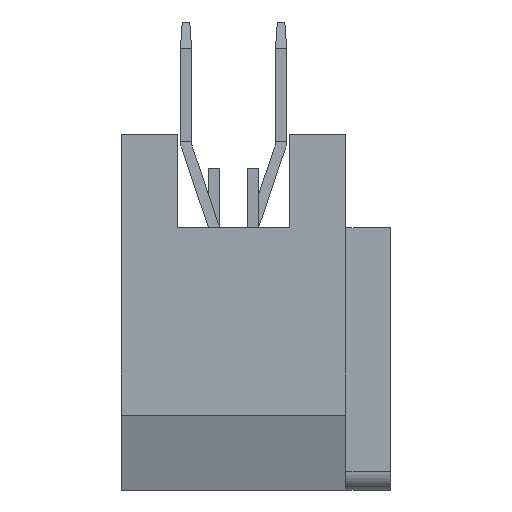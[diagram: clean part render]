
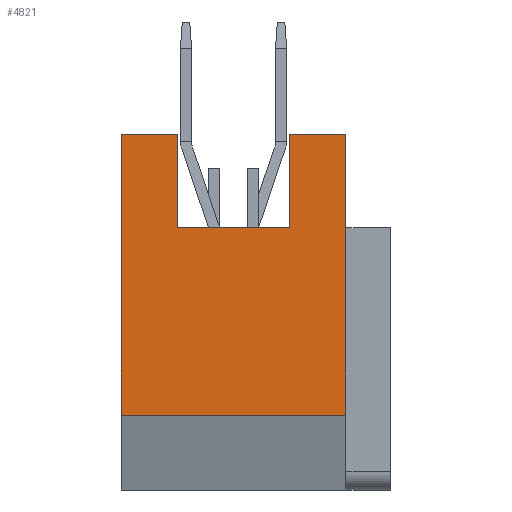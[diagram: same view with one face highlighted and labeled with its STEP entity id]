
A CAD part, left-side view. The second image highlights one B-rep face of the part: STEP entity #4821.
In plain terms, the highlighted planar face has unit normal (-1, 0, 0).
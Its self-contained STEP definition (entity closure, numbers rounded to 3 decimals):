
#7=DIRECTION('',(-1.,0.,0.));
#47=DIRECTION('',(0.,0.,-1.));
#48=DIRECTION('',(0.,1.,0.));
#52=DIRECTION('',(0.,-1.,0.));
#53=VECTOR('',#52,1.);
#70=VECTOR('',#48,1.);
#175=VECTOR('',#47,1.);
#367=DIRECTION('',(0.,0.,1.));
#368=VECTOR('',#367,1.);
#4629=CARTESIAN_POINT('',(-2.285,1.5,0.5));
#4630=VERTEX_POINT('',#4629);
#4635=CARTESIAN_POINT('',(-2.285,1.5,3.));
#4636=LINE('',#4635,#175);
#4637=VERTEX_POINT('',#4635);
#4638=EDGE_CURVE('',#4637,#4630,#4636,.T.);
#4679=CARTESIAN_POINT('',(-2.285,3.,3.));
#4680=LINE('',#4679,#53);
#4681=VERTEX_POINT('',#4679);
#4682=EDGE_CURVE('',#4681,#4637,#4680,.T.);
#4776=CARTESIAN_POINT('',(-2.285,3.,-4.5));
#4777=VERTEX_POINT('',#4776);
#4780=CARTESIAN_POINT('',(-2.285,-1.971,-4.5));
#4781=LINE('',#4780,#70);
#4782=CARTESIAN_POINT('',(-2.285,-3.,-4.5));
#4783=VERTEX_POINT('',#4782);
#4784=EDGE_CURVE('',#4783,#4777,#4781,.T.);
#4793=AXIS2_PLACEMENT_3D('',#4679,#7,#52);
#4794=PLANE('',#4793);
#4795=CARTESIAN_POINT('',(-2.285,-3.,3.));
#4796=LINE('',#4795,#368);
#4797=VERTEX_POINT('',#4795);
#4798=EDGE_CURVE('',#4783,#4797,#4796,.T.);
#4799=ORIENTED_EDGE('',*,*,#4798,.T.);
#4800=ORIENTED_EDGE('',*,*,#4784,.F.);
#4801=LINE('',#4679,#175);
#4802=EDGE_CURVE('',#4681,#4777,#4801,.T.);
#4803=ORIENTED_EDGE('',*,*,#4802,.T.);
#4804=ORIENTED_EDGE('',*,*,#4682,.F.);
#4805=ORIENTED_EDGE('',*,*,#4638,.F.);
#4806=CARTESIAN_POINT('',(-2.285,-1.971,0.5));
#4807=LINE('',#4806,#53);
#4808=CARTESIAN_POINT('',(-2.285,-1.5,0.5));
#4809=VERTEX_POINT('',#4808);
#4810=EDGE_CURVE('',#4630,#4809,#4807,.T.);
#4811=ORIENTED_EDGE('',*,*,#4810,.F.);
#4812=CARTESIAN_POINT('',(-2.285,-1.5,3.));
#4813=LINE('',#4812,#368);
#4814=VERTEX_POINT('',#4812);
#4815=EDGE_CURVE('',#4809,#4814,#4813,.T.);
#4816=ORIENTED_EDGE('',*,*,#4815,.F.);
#4817=EDGE_CURVE('',#4814,#4797,#4680,.T.);
#4818=ORIENTED_EDGE('',*,*,#4817,.F.);
#4819=EDGE_LOOP('',(#4818,#4816,#4811,#4805,#4804,#4803,#4800,#4799));
#4820=FACE_OUTER_BOUND('',#4819,.T.);
#4821=ADVANCED_FACE('',(#4820),#4794,.T.);
